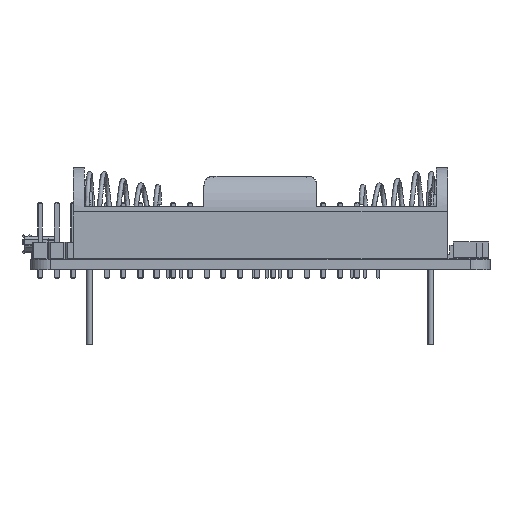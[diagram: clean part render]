
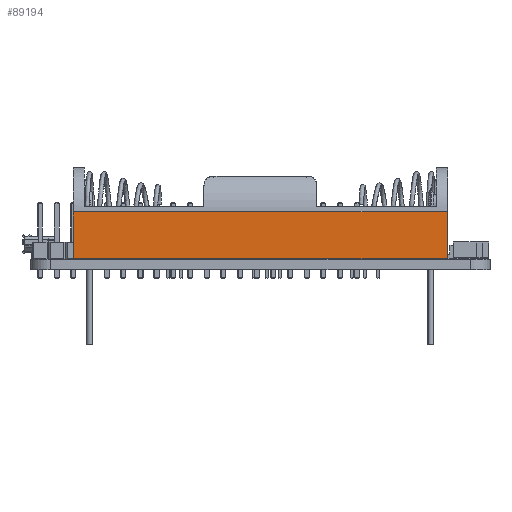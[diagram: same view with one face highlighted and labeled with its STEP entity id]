
A CAD part, front view. The second image highlights one B-rep face of the part: STEP entity #89194.
In plain terms, the highlighted face is planar.
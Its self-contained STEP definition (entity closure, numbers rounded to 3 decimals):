
#88352 = VERTEX_POINT('',#88353);
#88353 = CARTESIAN_POINT('',(-25.571,-3.157,
    -7.699));
#88362 = EDGE_CURVE('',#88363,#88352,#88365,.T.);
#88363 = VERTEX_POINT('',#88364);
#88364 = CARTESIAN_POINT('',(-25.571,-10.319,
    -7.699));
#88365 = LINE('',#88366,#88367);
#88366 = CARTESIAN_POINT('',(-25.571,-10.319,
    -7.699));
#88367 = VECTOR('',#88368,1.);
#88368 = DIRECTION('',(0.,1.,0.));
#88740 = VERTEX_POINT('',#88741);
#88741 = CARTESIAN_POINT('',(31.427,-3.157,
    -7.699));
#88748 = EDGE_CURVE('',#88740,#88352,#88749,.T.);
#88749 = LINE('',#88750,#88751);
#88750 = CARTESIAN_POINT('',(31.427,-3.157,
    -7.699));
#88751 = VECTOR('',#88752,1.);
#88752 = DIRECTION('',(-1.,-0.,-0.));
#89175 = EDGE_CURVE('',#89176,#88363,#89178,.T.);
#89176 = VERTEX_POINT('',#89177);
#89177 = CARTESIAN_POINT('',(31.427,-10.319,
    -7.699));
#89178 = LINE('',#89179,#89180);
#89179 = CARTESIAN_POINT('',(31.427,-10.319,
    -7.699));
#89180 = VECTOR('',#89181,1.);
#89181 = DIRECTION('',(-1.,-0.,-0.));
#89194 = ADVANCED_FACE('',(#89195),#89206,.F.);
#89195 = FACE_BOUND('',#89196,.T.);
#89196 = EDGE_LOOP('',(#89197,#89198,#89199,#89205));
#89197 = ORIENTED_EDGE('',*,*,#88362,.T.);
#89198 = ORIENTED_EDGE('',*,*,#88748,.F.);
#89199 = ORIENTED_EDGE('',*,*,#89200,.F.);
#89200 = EDGE_CURVE('',#89176,#88740,#89201,.T.);
#89201 = LINE('',#89202,#89203);
#89202 = CARTESIAN_POINT('',(31.427,-10.319,
    -7.699));
#89203 = VECTOR('',#89204,1.);
#89204 = DIRECTION('',(0.,1.,0.));
#89205 = ORIENTED_EDGE('',*,*,#89175,.T.);
#89206 = PLANE('',#89207);
#89207 = AXIS2_PLACEMENT_3D('',#89208,#89209,#89210);
#89208 = CARTESIAN_POINT('',(31.427,-10.319,
    -7.699));
#89209 = DIRECTION('',(0.,0.,1.));
#89210 = DIRECTION('',(1.,0.,-0.));
